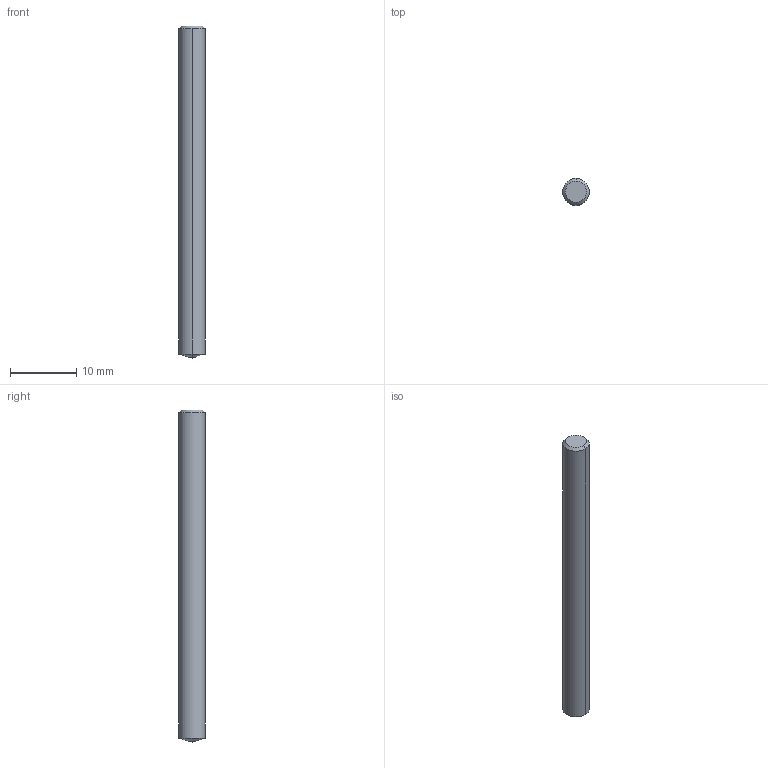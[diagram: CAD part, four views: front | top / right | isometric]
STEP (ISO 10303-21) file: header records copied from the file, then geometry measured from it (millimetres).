
FILE_DESCRIPTION(/* description */ (''),/* implementation_level */ '2;1');
FILE_NAME(/* name */ 'DLE0400S040P145.stp',/* time_stamp */ '2020-08-19T18:06:14+09:00',/* author */ (''),/* organization */ (''),/* preprocessor_version */ 'ST-DEVELOPER v16',/* originating_system */ 'SIEMENS PLM Software NX 10.0',/* authorisation */ '');
FILE_SCHEMA (('AUTOMOTIVE_DESIGN { 1 0 10303 214 3 1 1 1 }'));
Length unit declared in the file: millimetre
Products named in the file (1): DLE0400S040P145_ASM
Bounding box: 4 x 4 x 50 mm (x, y, z)
Volume: 622.5 mm3; surface area: 668.5 mm2
Topology: 2 solids, 2 shells, 11 faces, 24 edges, 24 vertices
Faces by surface type: cone 6, plane 3, cylinder 2
Entity records: 462 total; most frequent: DIRECTION 82, CARTESIAN_POINT 63, ORIENTED_EDGE 36, AXIS2_PLACEMENT_3D 35, STYLED_ITEM 24, PRESENTATION_STYLE_ASSIGNMENT 24, EDGE_CURVE 18, CURVE_STYLE 17
